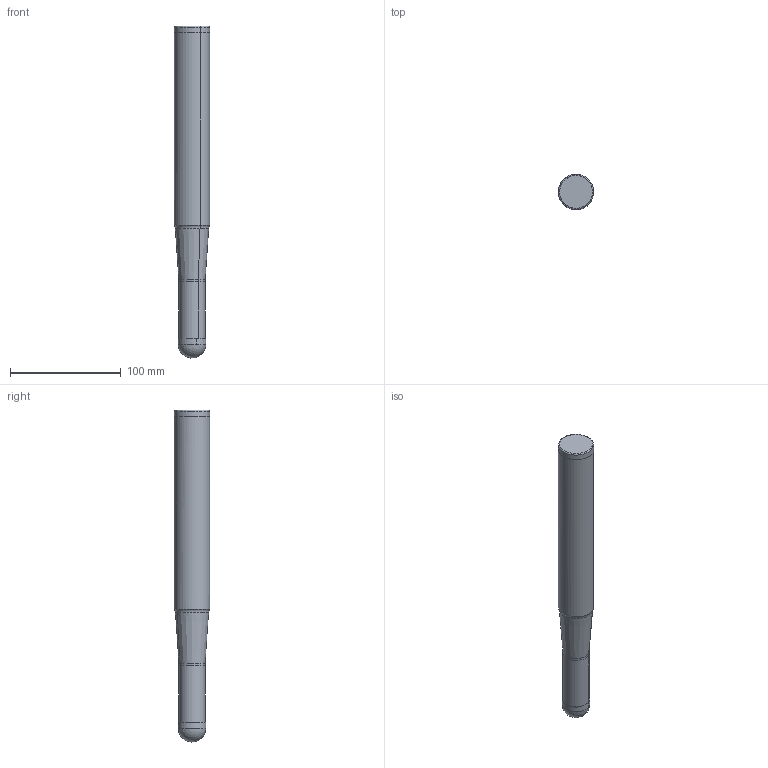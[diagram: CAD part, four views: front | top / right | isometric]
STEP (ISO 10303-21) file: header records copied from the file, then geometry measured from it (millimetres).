
FILE_DESCRIPTION((''),'2;1');
FILE_NAME('1TW8K025120U7R00','2015-12-05T',('thielmann'),(''),'PRO/ENGINEER BY PARAMETRIC TECHNOLOGY CORPORATION, 2011490','PRO/ENGINEER BY PARAMETRIC TECHNOLOGY CORPORATION, 2011490','');
FILE_SCHEMA(('AUTOMOTIVE_DESIGN { 1 2 10303 214 0 1 1 1 }'));
Length unit declared in the file: millimetre
Products named in the file (3): NO_CUT; CUT; 1TW8K025120U7R00
Assembly tree (2 placements, depth 2):
  1TW8K025120U7R00
    NO_CUT
    CUT
Bounding box: 32 x 31.99 x 299.91 mm (x, y, z)
Volume: 208993.5 mm3; surface area: 30160.6 mm2
Topology: 2 solids, 2 shells, 28 faces, 78 edges, 51 vertices
Faces by surface type: torus 6, cylinder 6, bspline 6, plane 3, sphere 3, cone 2, revolution 2
Entity records: 1548 total; most frequent: CARTESIAN_POINT 417, DIRECTION 172, ORIENTED_EDGE 134, PRESENTATION_STYLE_ASSIGNMENT 82, STYLED_ITEM 82, CURVE_STYLE 80, AXIS2_PLACEMENT_3D 80, EDGE_CURVE 67
